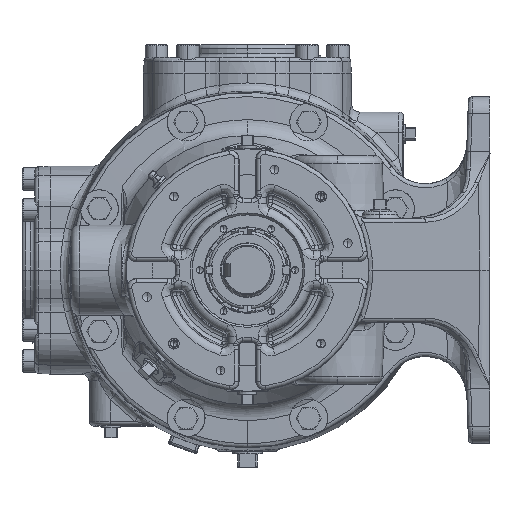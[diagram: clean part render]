
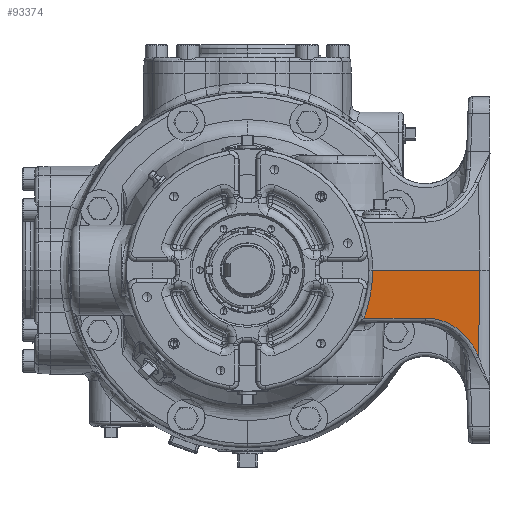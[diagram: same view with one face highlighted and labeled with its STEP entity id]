
A CAD part, left-side view. The second image highlights one B-rep face of the part: STEP entity #93374.
In plain terms, the highlighted planar face has unit normal (-0.642, -0.766, -0.035).
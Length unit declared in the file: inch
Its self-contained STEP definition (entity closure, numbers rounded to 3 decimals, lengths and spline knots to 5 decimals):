
#5203 = CARTESIAN_POINT ( 'NONE',  ( -5.39071, -7.2054, 0. ) ) ;
#22400 = VERTEX_POINT ( 'NONE', #215486 ) ;
#29460 = DIRECTION ( 'NONE',  ( 0.766, -0.643, 0. ) ) ;
#29704 = CARTESIAN_POINT ( 'NONE',  ( -6.96199, -5.82384, -1.38419 ) ) ;
#36938 = VERTEX_POINT ( 'NONE', #276967 ) ;
#36958 = CARTESIAN_POINT ( 'NONE',  ( -9.66699, -3.61717, 0. ) ) ;
#38408 = CARTESIAN_POINT ( 'NONE',  ( -5.98297, -6.70826, -0.00379 ) ) ;
#43418 = CARTESIAN_POINT ( 'NONE',  ( -7.76069, -5.15365, -1.38419 ) ) ;
#50494 = CARTESIAN_POINT ( 'NONE',  ( -5.35964, -7.16837, -1.38419 ) ) ;
#53281 = CARTESIAN_POINT ( 'NONE',  ( -9.72017, -3.52969, -0.94024 ) ) ;
#62859 = DIRECTION ( 'NONE',  ( 0.766, -0.643, 0. ) ) ;
#67319 = VERTEX_POINT ( 'NONE', #36958 ) ;
#74460 = CARTESIAN_POINT ( 'NONE',  ( -9.66699, -3.61717, 0. ) ) ;
#86546 = VERTEX_POINT ( 'NONE', #188764 ) ;
#93374 = ADVANCED_FACE ( 'NONE', ( #239329 ), #198347, .T. ) ;
#94946 = EDGE_CURVE ( 'NONE', #22400, #169598, #114150, .T. ) ;
#101864 = DIRECTION ( 'NONE',  ( -0.035, -0.016, 0.999 ) ) ;
#110302 = EDGE_CURVE ( 'NONE', #67319, #22400, #171772, .T. ) ;
#112516 = VECTOR ( 'NONE', #29460, 39.37008 ) ;
#114150 = LINE ( 'NONE', #50494, #112516 ) ;
#117189 = CARTESIAN_POINT ( 'NONE',  ( -5.89595, -6.66768, -2.49565 ) ) ;
#143729 = CARTESIAN_POINT ( 'NONE',  ( -9.89399, -3.3636, -1.38419 ) ) ;
#145750 = LINE ( 'NONE', #38408, #210642 ) ;
#147646 = AXIS2_PLACEMENT_3D ( 'NONE', #5203, #256344, #62859 ) ;
#149051 = ORIENTED_EDGE ( 'NONE', *, *, #229906, .T. ) ;
#149699 = VECTOR ( 'NONE', #151915, 39.37008 ) ;
#151305 = ORIENTED_EDGE ( 'NONE', *, *, #231875, .T. ) ;
#151915 = DIRECTION ( 'NONE',  ( 0.766, -0.643, 0. ) ) ;
#160607 = CARTESIAN_POINT ( 'NONE',  ( -9.6437, -3.61511, -0.474 ) ) ;
#166313 = EDGE_LOOP ( 'NONE', ( #258495, #239068, #229694, #151305, #149051 ) ) ;
#169598 = VERTEX_POINT ( 'NONE', #43418 ) ;
#171772 =( BOUNDED_CURVE ( )  B_SPLINE_CURVE ( 3, ( #74460, #160607, #53281, #143729 ),
 .UNSPECIFIED., .F., .T. ) 
 B_SPLINE_CURVE_WITH_KNOTS ( ( 4, 4 ),
 ( 3.1004, 3.45405 ),
 .UNSPECIFIED. ) 
 CURVE ( )  GEOMETRIC_REPRESENTATION_ITEM ( )  RATIONAL_B_SPLINE_CURVE ( ( 1., 0.99, 0.99, 1. ) ) 
 REPRESENTATION_ITEM ( '' )  );
#174405 = LINE ( 'NONE', #260500, #149699 ) ;
#183411 = CARTESIAN_POINT ( 'NONE',  ( -6.27591, -6.38088, -1.79312 ) ) ;
#188764 = CARTESIAN_POINT ( 'NONE',  ( -5.9831, -6.70832, 0. ) ) ;
#198347 = PLANE ( 'NONE',  #147646 ) ;
#210642 = VECTOR ( 'NONE', #101864, 39.37008 ) ;
#215486 = CARTESIAN_POINT ( 'NONE',  ( -9.89399, -3.3636, -1.38419 ) ) ;
#223040 = CARTESIAN_POINT ( 'NONE',  ( -7.76069, -5.15365, -1.38419 ) ) ;
#229694 = ORIENTED_EDGE ( 'NONE', *, *, #94946, .T. ) ;
#229906 = EDGE_CURVE ( 'NONE', #36938, #86546, #145750, .T. ) ;
#231875 = EDGE_CURVE ( 'NONE', #169598, #36938, #258550, .T. ) ;
#238081 = EDGE_CURVE ( 'NONE', #67319, #86546, #174405, .T. ) ;
#239068 = ORIENTED_EDGE ( 'NONE', *, *, #110302, .T. ) ;
#239329 = FACE_OUTER_BOUND ( 'NONE', #166313, .T. ) ;
#256344 = DIRECTION ( 'NONE',  ( -0.642, -0.766, -0.035 ) ) ;
#258495 = ORIENTED_EDGE ( 'NONE', *, *, #238081, .F. ) ;
#258550 =( BOUNDED_CURVE ( )  B_SPLINE_CURVE ( 3, ( #223040, #29704, #183411, #117189 ),
 .UNSPECIFIED., .F., .F. ) 
 B_SPLINE_CURVE_WITH_KNOTS ( ( 4, 4 ),
 ( 1.62507, 2.70008 ),
 .UNSPECIFIED. ) 
 CURVE ( )  GEOMETRIC_REPRESENTATION_ITEM ( )  RATIONAL_B_SPLINE_CURVE ( ( 1., 0.906, 0.906, 1. ) ) 
 REPRESENTATION_ITEM ( '' )  );
#260500 = CARTESIAN_POINT ( 'NONE',  ( -5.39071, -7.2054, 0. ) ) ;
#276967 = CARTESIAN_POINT ( 'NONE',  ( -5.89595, -6.66768, -2.49565 ) ) ;
